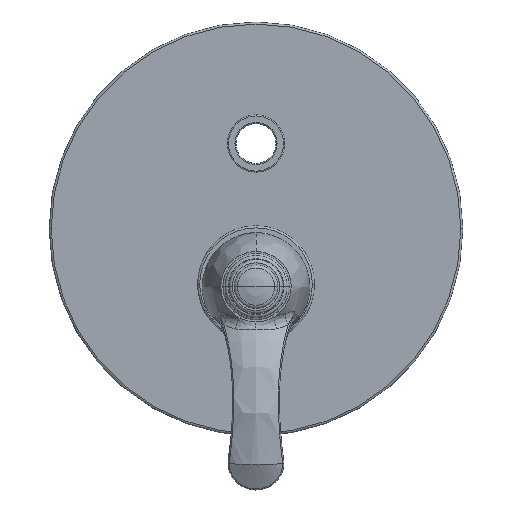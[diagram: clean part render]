
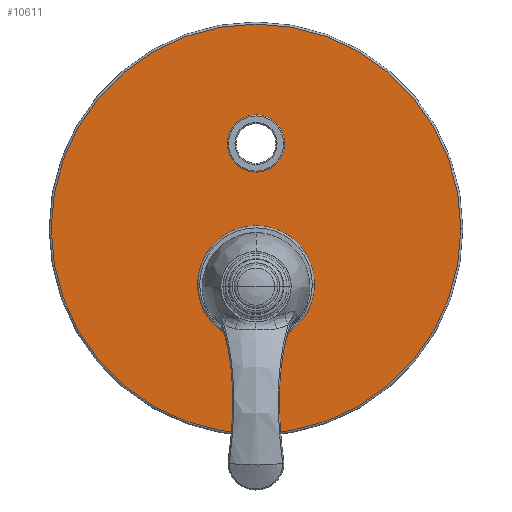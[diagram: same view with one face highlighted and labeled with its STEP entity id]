
A CAD part, top view. The second image highlights one B-rep face of the part: STEP entity #10611.
In plain terms, the highlighted face is planar.
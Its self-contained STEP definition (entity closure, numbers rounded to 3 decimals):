
#10323=CARTESIAN_POINT('',(0.,8.,0.));
#10324=DIRECTION('',(0.,1.,0.));
#10325=DIRECTION('',(1.,0.,0.));
#10326=AXIS2_PLACEMENT_3D('',#10323,#10324,#10325);
#10331=CARTESIAN_POINT('',(0.,8.,0.));
#10332=DIRECTION('',(0.,1.,0.));
#10333=DIRECTION('',(-1.,0.,0.));
#10334=AXIS2_PLACEMENT_3D('',#10331,#10332,#10333);
#10339=CARTESIAN_POINT('',(0.,8.,-26.75));
#10340=DIRECTION('',(0.,1.,0.));
#10341=DIRECTION('',(1.,0.,0.));
#10342=AXIS2_PLACEMENT_3D('',#10339,#10340,#10341);
#10347=CARTESIAN_POINT('',(0.,8.,-26.75));
#10348=DIRECTION('',(0.,1.,0.));
#10349=DIRECTION('',(-1.,0.,0.));
#10350=AXIS2_PLACEMENT_3D('',#10347,#10348,#10349);
#10355=CARTESIAN_POINT('',(0.,8.,41.25));
#10356=DIRECTION('',(0.,1.,0.));
#10357=DIRECTION('',(1.,0.,0.));
#10358=AXIS2_PLACEMENT_3D('',#10355,#10356,#10357);
#10363=CARTESIAN_POINT('',(0.,8.,41.25));
#10364=DIRECTION('',(0.,1.,0.));
#10365=DIRECTION('',(-1.,0.,0.));
#10366=AXIS2_PLACEMENT_3D('',#10363,#10364,#10365);
#10439=CARTESIAN_POINT('',(99.,8.,0.));
#10440=CARTESIAN_POINT('',(-99.,8.,0.));
#10441=VERTEX_POINT('',#10439);
#10442=VERTEX_POINT('',#10440);
#10455=CARTESIAN_POINT('',(26.75,8.,-26.75));
#10456=CARTESIAN_POINT('',(-26.75,8.,-26.75));
#10457=VERTEX_POINT('',#10455);
#10458=VERTEX_POINT('',#10456);
#10459=CARTESIAN_POINT('',(11.5,8.,41.25));
#10460=CARTESIAN_POINT('',(-11.5,8.,41.25));
#10461=VERTEX_POINT('',#10459);
#10462=VERTEX_POINT('',#10460);
#10589=CARTESIAN_POINT('',(0.,8.,0.));
#10590=DIRECTION('',(0.,-1.,0.));
#10591=DIRECTION('',(-1.,0.,0.));
#10592=AXIS2_PLACEMENT_3D('',#10589,#10590,#10591);
#10593=PLANE('',#10592);
#10594=ORIENTED_EDGE('',*,*,#10579,.F.);
#10596=ORIENTED_EDGE('',*,*,#10595,.F.);
#10597=EDGE_LOOP('',(#10594,#10596));
#10598=FACE_OUTER_BOUND('',#10597,.F.);
#10600=ORIENTED_EDGE('',*,*,#10599,.T.);
#10602=ORIENTED_EDGE('',*,*,#10601,.T.);
#10603=EDGE_LOOP('',(#10600,#10602));
#10604=FACE_BOUND('',#10603,.F.);
#10606=ORIENTED_EDGE('',*,*,#10605,.T.);
#10608=ORIENTED_EDGE('',*,*,#10607,.T.);
#10609=EDGE_LOOP('',(#10606,#10608));
#10610=FACE_BOUND('',#10609,.F.);
#10611=ADVANCED_FACE('',(#10598,#10604,#10610),#10593,.F.);
#10327=CIRCLE('',#10326,99.);
#10335=CIRCLE('',#10334,99.);
#10343=CIRCLE('',#10342,26.75);
#10351=CIRCLE('',#10350,26.75);
#10359=CIRCLE('',#10358,11.5);
#10367=CIRCLE('',#10366,11.5);
#10579=EDGE_CURVE('',#10441,#10442,#10327,.T.);
#10595=EDGE_CURVE('',#10442,#10441,#10335,.T.);
#10599=EDGE_CURVE('',#10457,#10458,#10343,.T.);
#10601=EDGE_CURVE('',#10458,#10457,#10351,.T.);
#10605=EDGE_CURVE('',#10461,#10462,#10359,.T.);
#10607=EDGE_CURVE('',#10462,#10461,#10367,.T.);
